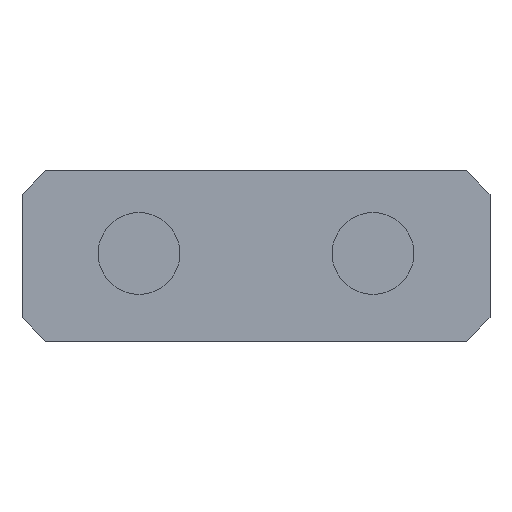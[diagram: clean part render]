
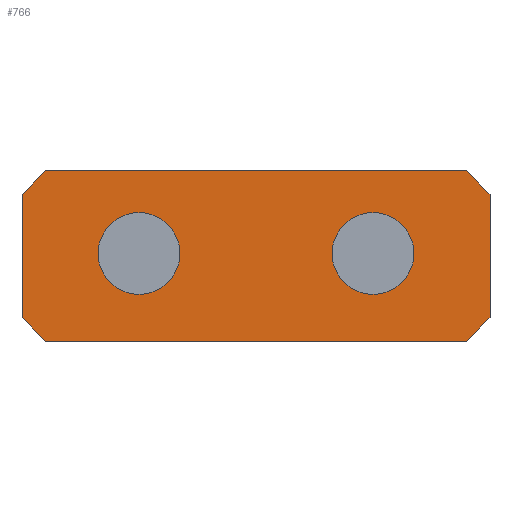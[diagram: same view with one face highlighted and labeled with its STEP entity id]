
A CAD part, front view. The second image highlights one B-rep face of the part: STEP entity #766.
In plain terms, the highlighted planar face has unit normal (0, -1, 0).
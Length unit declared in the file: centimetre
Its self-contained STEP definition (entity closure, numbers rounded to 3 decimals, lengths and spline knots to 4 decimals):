
#139=CIRCLE('',#825,0.175);
#140=CIRCLE('',#826,0.175);
#170=VERTEX_POINT('',#1070);
#171=VERTEX_POINT('',#1072);
#175=VERTEX_POINT('',#1084);
#178=VERTEX_POINT('',#1094);
#185=VERTEX_POINT('',#1116);
#186=VERTEX_POINT('',#1117);
#187=VERTEX_POINT('',#1122);
#188=VERTEX_POINT('',#1123);
#199=VERTEX_POINT('',#1479);
#200=VERTEX_POINT('',#1481);
#234=VECTOR('',#902,1.);
#236=VECTOR('',#915,1.);
#240=VECTOR('',#924,1.);
#250=VECTOR('',#941,1.);
#253=VECTOR('',#945,1.);
#257=VECTOR('',#951,1.);
#259=VECTOR('',#954,1.);
#265=VECTOR('',#968,1.);
#301=LINE('',#1071,#234);
#303=LINE('',#1083,#236);
#307=LINE('',#1093,#240);
#317=LINE('',#1115,#250);
#320=LINE('',#1121,#253);
#324=LINE('',#1129,#257);
#326=LINE('',#1132,#259);
#332=LINE('',#1477,#265);
#377=EDGE_CURVE('',#170,#171,#301,.T.);
#382=EDGE_CURVE('',#175,#170,#303,.T.);
#387=EDGE_CURVE('',#171,#178,#307,.T.);
#398=EDGE_CURVE('',#185,#186,#317,.T.);
#401=EDGE_CURVE('',#187,#188,#320,.T.);
#405=EDGE_CURVE('',#178,#187,#324,.T.);
#407=EDGE_CURVE('',#185,#188,#326,.T.);
#421=EDGE_CURVE('',#186,#175,#332,.T.);
#422=EDGE_CURVE('',#199,#199,#139,.T.);
#423=EDGE_CURVE('',#200,#200,#140,.T.);
#573=ORIENTED_EDGE('',*,*,#387,.F.);
#574=ORIENTED_EDGE('',*,*,#377,.F.);
#575=ORIENTED_EDGE('',*,*,#382,.F.);
#576=ORIENTED_EDGE('',*,*,#421,.F.);
#577=ORIENTED_EDGE('',*,*,#398,.F.);
#578=ORIENTED_EDGE('',*,*,#407,.T.);
#579=ORIENTED_EDGE('',*,*,#401,.F.);
#580=ORIENTED_EDGE('',*,*,#405,.F.);
#581=ORIENTED_EDGE('',*,*,#422,.F.);
#582=ORIENTED_EDGE('',*,*,#423,.F.);
#660=EDGE_LOOP('',(#573,#574,#575,#576,#577,#578,#579,#580));
#661=EDGE_LOOP('',(#581));
#662=EDGE_LOOP('',(#582));
#719=FACE_BOUND('',#660,.T.);
#720=FACE_BOUND('',#661,.T.);
#721=FACE_BOUND('',#662,.T.);
#766=ADVANCED_FACE('',(#719,#720,#721),#1792,.F.);
#824=AXIS2_PLACEMENT_3D('',#1476,#967,$);
#825=AXIS2_PLACEMENT_3D('',#1478,#969,#970);
#826=AXIS2_PLACEMENT_3D('',#1480,#971,#972);
#902=DIRECTION('',(-1.,0.,0.));
#915=DIRECTION('',(-0.707,0.,-0.707));
#924=DIRECTION('',(-0.707,0.,0.707));
#941=DIRECTION('',(0.706,0.,-0.708));
#945=DIRECTION('',(0.706,0.,0.708));
#951=DIRECTION('',(0.,0.,1.));
#954=DIRECTION('',(-1.,0.,0.));
#967=DIRECTION('',(0.,1.,0.));
#968=DIRECTION('',(0.,0.,-1.));
#969=DIRECTION('',(0.,-1.,0.));
#970=DIRECTION('',(0.175,0.,0.));
#971=DIRECTION('',(0.,-1.,0.));
#972=DIRECTION('',(0.175,0.,0.));
#1070=CARTESIAN_POINT('',(0.9,1.5,-0.375));
#1071=CARTESIAN_POINT('',(0.,1.5,-0.375));
#1072=CARTESIAN_POINT('',(-0.9,1.5,-0.375));
#1083=CARTESIAN_POINT('',(-0.8007,1.5,-2.0757));
#1084=CARTESIAN_POINT('',(1.,1.5,-0.275));
#1093=CARTESIAN_POINT('',(0.8007,1.5,-2.0757));
#1094=CARTESIAN_POINT('',(-1.,1.5,-0.275));
#1115=CARTESIAN_POINT('',(2.4069,1.5,-1.1572));
#1116=CARTESIAN_POINT('',(0.9,1.5,0.3536));
#1117=CARTESIAN_POINT('',(1.,1.5,0.2533));
#1121=CARTESIAN_POINT('',(-2.4069,1.5,-1.1572));
#1122=CARTESIAN_POINT('',(-1.,1.5,0.2533));
#1123=CARTESIAN_POINT('',(-0.9,1.5,0.3536));
#1129=CARTESIAN_POINT('',(-1.,1.5,-3.3764));
#1132=CARTESIAN_POINT('',(-2.6323,1.5,0.3536));
#1476=CARTESIAN_POINT('',(0.,1.5,-6.3777));
#1477=CARTESIAN_POINT('',(1.,1.5,-3.3764));
#1478=CARTESIAN_POINT('',(0.5,1.5,0.));
#1479=CARTESIAN_POINT('',(0.325,1.5,0.));
#1480=CARTESIAN_POINT('',(-0.5,1.5,0.));
#1481=CARTESIAN_POINT('',(-0.675,1.5,0.));
#1792=PLANE('',#824);
